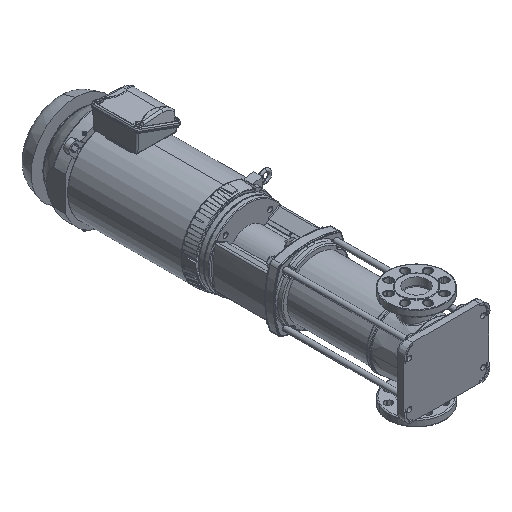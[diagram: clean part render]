
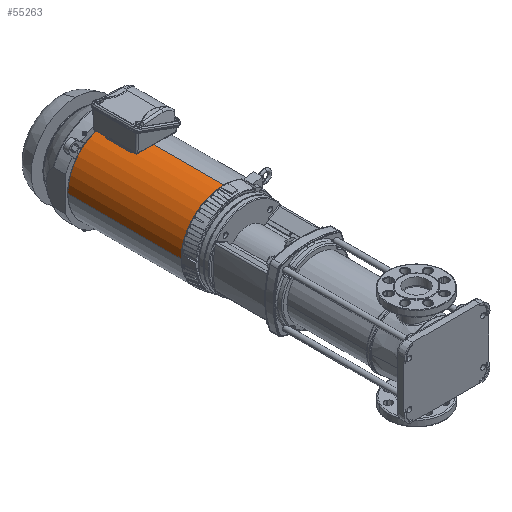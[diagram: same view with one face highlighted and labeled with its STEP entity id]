
A CAD part, isometric view. The second image highlights one B-rep face of the part: STEP entity #55263.
In plain terms, the highlighted cylindrical face has radius 124.3 mm (diameter 248.6 mm), a partial arc.
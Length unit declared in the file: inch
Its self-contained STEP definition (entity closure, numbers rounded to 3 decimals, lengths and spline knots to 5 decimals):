
#4687 = FACE_OUTER_BOUND ( 'NONE', #138665, .T. ) ;
#6495 = VERTEX_POINT ( 'NONE', #82731 ) ;
#7700 = CARTESIAN_POINT ( 'NONE',  ( 38.80377, -0.70914, 4.8937 ) ) ;
#12802 = VERTEX_POINT ( 'NONE', #103103 ) ;
#19187 = ORIENTED_EDGE ( 'NONE', *, *, #93056, .F. ) ;
#23650 = DIRECTION ( 'NONE',  ( -1., 0., 0. ) ) ;
#24515 = CARTESIAN_POINT ( 'NONE',  ( 38.80377, -5.60284, 0.00085 ) ) ;
#30353 = CIRCLE ( 'NONE', #167400, 4.8937 ) ;
#34395 = ORIENTED_EDGE ( 'NONE', *, *, #163159, .T. ) ;
#39204 = AXIS2_PLACEMENT_3D ( 'NONE', #83663, #59978, #113387 ) ;
#43979 = ORIENTED_EDGE ( 'NONE', *, *, #63018, .F. ) ;
#50440 = CIRCLE ( 'NONE', #39204, 4.8937 ) ;
#55263 = ADVANCED_FACE ( 'NONE', ( #4687 ), #150958, .T. ) ;
#59978 = DIRECTION ( 'NONE',  ( -1., 0., 0. ) ) ;
#63018 = EDGE_CURVE ( 'NONE', #12802, #98213, #50440, .T. ) ;
#64547 = DIRECTION ( 'NONE',  ( 0., 0., 1. ) ) ;
#82731 = CARTESIAN_POINT ( 'NONE',  ( 6.96633, -0.70914, 4.8937 ) ) ;
#83160 = ORIENTED_EDGE ( 'NONE', *, *, #113998, .T. ) ;
#83663 = CARTESIAN_POINT ( 'NONE',  ( -6.02579, -0.70914, 0. ) ) ;
#91304 = CARTESIAN_POINT ( 'NONE',  ( -6.02579, -0.70914, 4.8937 ) ) ;
#93056 = EDGE_CURVE ( 'NONE', #148579, #12802, #127235, .T. ) ;
#98213 = VERTEX_POINT ( 'NONE', #91304 ) ;
#102219 = CARTESIAN_POINT ( 'NONE',  ( 6.96633, -0.70914, 0. ) ) ;
#103103 = CARTESIAN_POINT ( 'NONE',  ( -6.02579, -5.60284, 0.00085 ) ) ;
#105205 = AXIS2_PLACEMENT_3D ( 'NONE', #111487, #122016, #150086 ) ;
#111487 = CARTESIAN_POINT ( 'NONE',  ( 38.80377, -0.70914, 0. ) ) ;
#113387 = DIRECTION ( 'NONE',  ( 0., 0., 1. ) ) ;
#113998 = EDGE_CURVE ( 'NONE', #6495, #98213, #156523, .T. ) ;
#122016 = DIRECTION ( 'NONE',  ( -1., 0., 0. ) ) ;
#126776 = DIRECTION ( 'NONE',  ( -1., 0., 0. ) ) ;
#126820 = VECTOR ( 'NONE', #23650, 39.37008 ) ;
#127235 = LINE ( 'NONE', #24515, #126820 ) ;
#138665 = EDGE_LOOP ( 'NONE', ( #34395, #83160, #43979, #19187 ) ) ;
#148579 = VERTEX_POINT ( 'NONE', #166503 ) ;
#150086 = DIRECTION ( 'NONE',  ( 0., 0., 1. ) ) ;
#150958 = CYLINDRICAL_SURFACE ( 'NONE', #105205, 4.8937 ) ;
#155717 = DIRECTION ( 'NONE',  ( -1., 0., 0. ) ) ;
#156523 = LINE ( 'NONE', #7700, #165928 ) ;
#163159 = EDGE_CURVE ( 'NONE', #148579, #6495, #30353, .T. ) ;
#165928 = VECTOR ( 'NONE', #126776, 39.37008 ) ;
#166503 = CARTESIAN_POINT ( 'NONE',  ( 6.96633, -5.60284, 0.00085 ) ) ;
#167400 = AXIS2_PLACEMENT_3D ( 'NONE', #102219, #155717, #64547 ) ;
